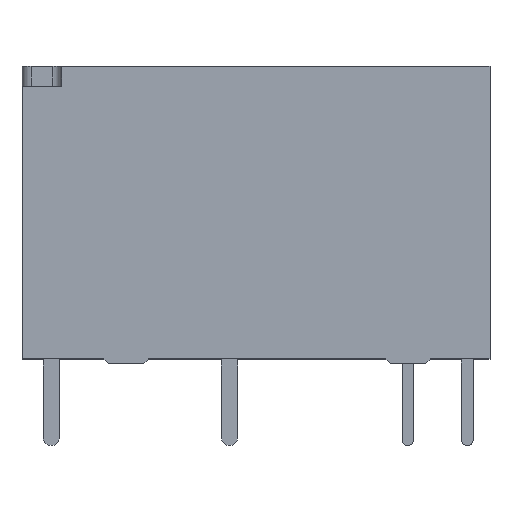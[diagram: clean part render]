
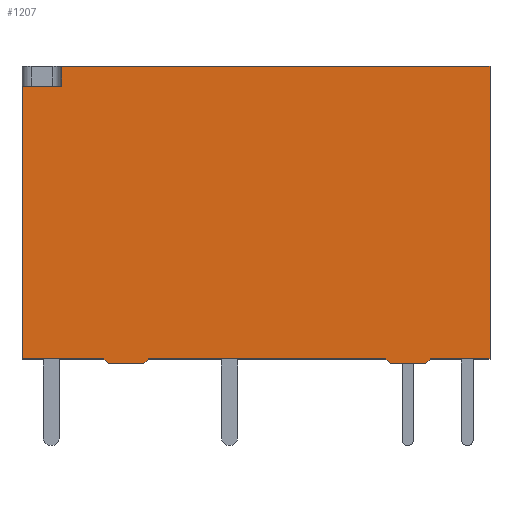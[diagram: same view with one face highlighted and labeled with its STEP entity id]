
A CAD part, top view. The second image highlights one B-rep face of the part: STEP entity #1207.
In plain terms, the highlighted planar face has unit normal (0, 0, 1).
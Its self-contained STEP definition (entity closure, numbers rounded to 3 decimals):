
#2 = CARTESIAN_POINT ( 'NONE',  ( -10., 0., 2.5 ) ) ;
#4 = CARTESIAN_POINT ( 'NONE',  ( 10., 0., 2.5 ) ) ;
#17 = VECTOR ( 'NONE', #1026, 1000. ) ;
#45 = AXIS2_PLACEMENT_3D ( 'NONE', #1295, #484, #820 ) ;
#52 = DIRECTION ( 'NONE',  ( 1., 0., 0. ) ) ;
#62 = VERTEX_POINT ( 'NONE', #1070 ) ;
#73 = LINE ( 'NONE', #293, #405 ) ;
#84 = VERTEX_POINT ( 'NONE', #482 ) ;
#94 = EDGE_CURVE ( 'NONE', #1035, #1092, #1104, .T. ) ;
#97 = CARTESIAN_POINT ( 'NONE',  ( -10., 0., 2.5 ) ) ;
#108 = ORIENTED_EDGE ( 'NONE', *, *, #1215, .T. ) ;
#132 = CARTESIAN_POINT ( 'NONE',  ( -10., 12.5, 2.5 ) ) ;
#171 = DIRECTION ( 'NONE',  ( 1., 0., 0. ) ) ;
#176 = CARTESIAN_POINT ( 'NONE',  ( -10., 11.65, 2.5 ) ) ;
#179 = VECTOR ( 'NONE', #862, 1000. ) ;
#200 = EDGE_CURVE ( 'NONE', #1035, #1094, #236, .T. ) ;
#213 = LINE ( 'NONE', #582, #526 ) ;
#236 = LINE ( 'NONE', #2, #1303 ) ;
#261 = VERTEX_POINT ( 'NONE', #1132 ) ;
#269 = LINE ( 'NONE', #1370, #347 ) ;
#293 = CARTESIAN_POINT ( 'NONE',  ( -10., 0., 2.5 ) ) ;
#304 = LINE ( 'NONE', #4, #488 ) ;
#313 = VERTEX_POINT ( 'NONE', #772 ) ;
#329 = EDGE_CURVE ( 'NONE', #84, #702, #269, .T. ) ;
#345 = VECTOR ( 'NONE', #921, 1000. ) ;
#346 = DIRECTION ( 'NONE',  ( 1., 0., 0. ) ) ;
#347 = VECTOR ( 'NONE', #533, 1000. ) ;
#360 = VERTEX_POINT ( 'NONE', #776 ) ;
#366 = VECTOR ( 'NONE', #550, 1000. ) ;
#370 = VECTOR ( 'NONE', #346, 1000. ) ;
#374 = ORIENTED_EDGE ( 'NONE', *, *, #641, .T. ) ;
#394 = ORIENTED_EDGE ( 'NONE', *, *, #329, .T. ) ;
#405 = VECTOR ( 'NONE', #1115, 1000. ) ;
#416 = VERTEX_POINT ( 'NONE', #1143 ) ;
#428 = LINE ( 'NONE', #1390, #1280 ) ;
#436 = VERTEX_POINT ( 'NONE', #1151 ) ;
#446 = FACE_OUTER_BOUND ( 'NONE', #1253, .T. ) ;
#453 = DIRECTION ( 'NONE',  ( 0.707, -0.707, 0. ) ) ;
#469 = VECTOR ( 'NONE', #171, 1000. ) ;
#482 = CARTESIAN_POINT ( 'NONE',  ( 7.25, -0.2, 2.5 ) ) ;
#484 = DIRECTION ( 'NONE',  ( 0., 0., 1. ) ) ;
#488 = VECTOR ( 'NONE', #998, 1000. ) ;
#498 = ORIENTED_EDGE ( 'NONE', *, *, #985, .T. ) ;
#510 = CARTESIAN_POINT ( 'NONE',  ( 7.45, 0., 2.5 ) ) ;
#526 = VECTOR ( 'NONE', #1536, 1000. ) ;
#533 = DIRECTION ( 'NONE',  ( 0.707, 0.707, 0. ) ) ;
#550 = DIRECTION ( 'NONE',  ( 0., 1., 0. ) ) ;
#564 = CARTESIAN_POINT ( 'NONE',  ( -8.3, 11.65, 2.5 ) ) ;
#582 = CARTESIAN_POINT ( 'NONE',  ( 5.75, -0.2, 2.5 ) ) ;
#595 = VECTOR ( 'NONE', #52, 1000. ) ;
#637 = DIRECTION ( 'NONE',  ( 0., -1., 0. ) ) ;
#639 = CARTESIAN_POINT ( 'NONE',  ( -10., 0., 2.5 ) ) ;
#641 = EDGE_CURVE ( 'NONE', #1107, #261, #971, .T. ) ;
#655 = LINE ( 'NONE', #1242, #17 ) ;
#702 = VERTEX_POINT ( 'NONE', #510 ) ;
#739 = ORIENTED_EDGE ( 'NONE', *, *, #1090, .T. ) ;
#757 = ORIENTED_EDGE ( 'NONE', *, *, #200, .T. ) ;
#768 = ORIENTED_EDGE ( 'NONE', *, *, #94, .F. ) ;
#772 = CARTESIAN_POINT ( 'NONE',  ( -4.8, -0.2, 2.5 ) ) ;
#775 = CARTESIAN_POINT ( 'NONE',  ( -6.3, -0.2, 2.5 ) ) ;
#776 = CARTESIAN_POINT ( 'NONE',  ( 5.75, -0.2, 2.5 ) ) ;
#820 = DIRECTION ( 'NONE',  ( 1., 0., 0. ) ) ;
#849 = ORIENTED_EDGE ( 'NONE', *, *, #1447, .F. ) ;
#862 = DIRECTION ( 'NONE',  ( -1., 0., 0. ) ) ;
#869 = ORIENTED_EDGE ( 'NONE', *, *, #929, .T. ) ;
#902 = VERTEX_POINT ( 'NONE', #1221 ) ;
#921 = DIRECTION ( 'NONE',  ( 0.707, 0.707, 0. ) ) ;
#929 = EDGE_CURVE ( 'NONE', #62, #313, #1433, .T. ) ;
#962 = CARTESIAN_POINT ( 'NONE',  ( -10., 11.65, 2.5 ) ) ;
#971 = LINE ( 'NONE', #132, #179 ) ;
#973 = CARTESIAN_POINT ( 'NONE',  ( -6.5, 0., 2.5 ) ) ;
#982 = ORIENTED_EDGE ( 'NONE', *, *, #1504, .T. ) ;
#985 = EDGE_CURVE ( 'NONE', #1351, #62, #655, .T. ) ;
#998 = DIRECTION ( 'NONE',  ( 0., 1., 0. ) ) ;
#999 = ORIENTED_EDGE ( 'NONE', *, *, #1283, .T. ) ;
#1014 = LINE ( 'NONE', #1524, #345 ) ;
#1026 = DIRECTION ( 'NONE',  ( 0.707, -0.707, 0. ) ) ;
#1035 = VERTEX_POINT ( 'NONE', #176 ) ;
#1037 = ORIENTED_EDGE ( 'NONE', *, *, #1145, .T. ) ;
#1047 = LINE ( 'NONE', #639, #595 ) ;
#1070 = CARTESIAN_POINT ( 'NONE',  ( -6.3, -0.2, 2.5 ) ) ;
#1090 = EDGE_CURVE ( 'NONE', #313, #416, #1014, .T. ) ;
#1092 = VERTEX_POINT ( 'NONE', #564 ) ;
#1094 = VERTEX_POINT ( 'NONE', #1403 ) ;
#1104 = LINE ( 'NONE', #962, #370 ) ;
#1107 = VERTEX_POINT ( 'NONE', #1264 ) ;
#1115 = DIRECTION ( 'NONE',  ( 1., 0., 0. ) ) ;
#1132 = CARTESIAN_POINT ( 'NONE',  ( -8.3, 12.5, 2.5 ) ) ;
#1143 = CARTESIAN_POINT ( 'NONE',  ( -4.6, 0., 2.5 ) ) ;
#1145 = EDGE_CURVE ( 'NONE', #902, #360, #428, .T. ) ;
#1151 = CARTESIAN_POINT ( 'NONE',  ( 10., 0., 2.5 ) ) ;
#1183 = DIRECTION ( 'NONE',  ( 1., 0., 0. ) ) ;
#1207 = ADVANCED_FACE ( 'NONE', ( #446 ), #1412, .T. ) ;
#1209 = VECTOR ( 'NONE', #1183, 1000. ) ;
#1215 = EDGE_CURVE ( 'NONE', #360, #84, #213, .T. ) ;
#1221 = CARTESIAN_POINT ( 'NONE',  ( 5.55, 0., 2.5 ) ) ;
#1242 = CARTESIAN_POINT ( 'NONE',  ( -6.3, -0.2, 2.5 ) ) ;
#1253 = EDGE_LOOP ( 'NONE', ( #849, #768, #757, #999, #498, #869, #739, #982, #1037, #108, #394, #1491, #1404, #374 ) ) ;
#1264 = CARTESIAN_POINT ( 'NONE',  ( 10., 12.5, 2.5 ) ) ;
#1280 = VECTOR ( 'NONE', #453, 1000. ) ;
#1283 = EDGE_CURVE ( 'NONE', #1094, #1351, #1488, .T. ) ;
#1295 = CARTESIAN_POINT ( 'NONE',  ( 0., 0., 2.5 ) ) ;
#1303 = VECTOR ( 'NONE', #637, 1000. ) ;
#1348 = CARTESIAN_POINT ( 'NONE',  ( -8.3, 12.5, 2.5 ) ) ;
#1351 = VERTEX_POINT ( 'NONE', #973 ) ;
#1370 = CARTESIAN_POINT ( 'NONE',  ( 7.25, -0.2, 2.5 ) ) ;
#1390 = CARTESIAN_POINT ( 'NONE',  ( 5.55, 0., 2.5 ) ) ;
#1394 = EDGE_CURVE ( 'NONE', #436, #1107, #304, .T. ) ;
#1403 = CARTESIAN_POINT ( 'NONE',  ( -10., 0., 2.5 ) ) ;
#1404 = ORIENTED_EDGE ( 'NONE', *, *, #1394, .T. ) ;
#1412 = PLANE ( 'NONE',  #45 ) ;
#1433 = LINE ( 'NONE', #775, #469 ) ;
#1447 = EDGE_CURVE ( 'NONE', #1092, #261, #1473, .T. ) ;
#1473 = LINE ( 'NONE', #1348, #366 ) ;
#1488 = LINE ( 'NONE', #97, #1209 ) ;
#1491 = ORIENTED_EDGE ( 'NONE', *, *, #1494, .T. ) ;
#1494 = EDGE_CURVE ( 'NONE', #702, #436, #73, .T. ) ;
#1504 = EDGE_CURVE ( 'NONE', #416, #902, #1047, .T. ) ;
#1524 = CARTESIAN_POINT ( 'NONE',  ( -4.6, 0., 2.5 ) ) ;
#1536 = DIRECTION ( 'NONE',  ( 1., 0., 0. ) ) ;
